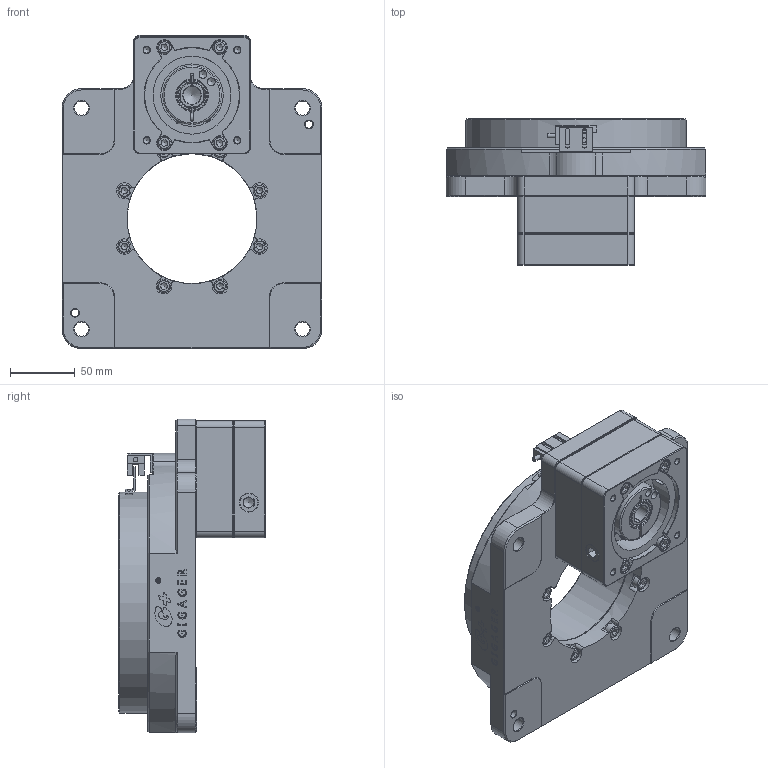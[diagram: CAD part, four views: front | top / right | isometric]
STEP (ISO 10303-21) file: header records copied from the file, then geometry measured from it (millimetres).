
FILE_DESCRIPTION (( 'STEP AP203' ), '1' );
FILE_NAME ('GSN200-10K-ST2.step', '2021-06-01T02:23:53', ( 'Microsoft' ), ( 'Microsoft' ), 'SwSTEP 2.0', 'SolidWorks 2019', '' );
FILE_SCHEMA (( 'CONFIG_CONTROL_DESIGN' ));
Length unit declared in the file: millimetre
Products named in the file (1): GSN200-10K-ST2
Bounding box: 200 x 113 x 241 mm (x, y, z)
Volume: 1561152.4 mm3; surface area: 329970.8 mm2
Topology: 28 solids, 28 shells, 1234 faces, 2979 edges, 1858 vertices
Faces by surface type: plane 538, cylinder 291, cone 242, bspline 110, torus 53
Full cylindrical faces by diameter (mm): 1.5 x1, 2.05 x4, 3 x2, 3.5 x3, 5 x35, 6 x25, 6.5 x13, 7.5 x4, 8 x2, 10 x13, 11 x8, 12 x4, 14 x3, 16 x2, 19 x2, 20 x1, 21 x1, 29.4 x2, 30 x5, 41 x1, 42 x1, 48 x1, 49 x1, 56 x2, 60 x1, 70 x2, 100 x2, 125 x2, 131.6 x1, 135.5 x1
Entity records: 39318 total; most frequent: CARTESIAN_POINT 12753, DIRECTION 5338, ORIENTED_EDGE 5048, EDGE_CURVE 2524, AXIS2_PLACEMENT_3D 2040, VERTEX_POINT 1763, EDGE_LOOP 1741, FACE_OUTER_BOUND 1412
